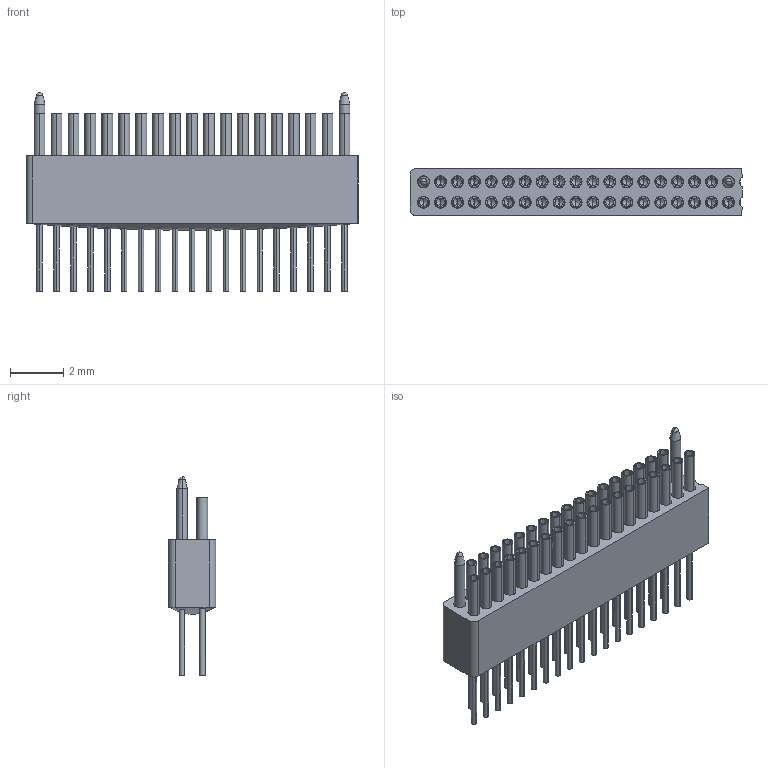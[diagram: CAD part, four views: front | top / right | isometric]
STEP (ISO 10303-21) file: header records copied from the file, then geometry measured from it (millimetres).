
FILE_DESCRIPTION (( 'STEP AP214' ), '1' );
FILE_NAME ('A79047-001.STEP', '2015-11-06T13:24:17', ( '' ), ( '' ), 'SwSTEP 2.0', 'SolidWorks 2015', '' );
FILE_SCHEMA (( 'AUTOMOTIVE_DESIGN' ));
Length unit declared in the file: inch
Products named in the file (1): A79047-001
Bounding box: 12.45 x 1.79 x 7.44 mm (x, y, z)
Volume: 57.7 mm3; surface area: 556.9 mm2
Topology: 1 solids, 1 shells, 587 faces, 1370 edges, 845 vertices
Faces by surface type: cylinder 310, plane 173, cone 76, bspline 24, torus 4
Entity records: 18790 total; most frequent: CARTESIAN_POINT 5629, DIRECTION 2802, ORIENTED_EDGE 2588, EDGE_CURVE 1294, AXIS2_PLACEMENT_3D 1120, VERTEX_POINT 845, EDGE_LOOP 723, FACE_OUTER_BOUND 587
